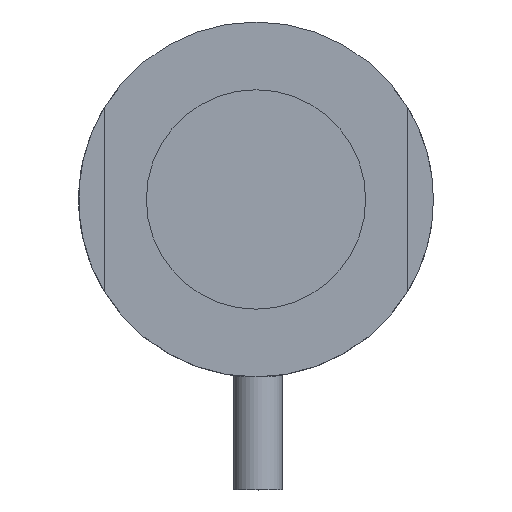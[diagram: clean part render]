
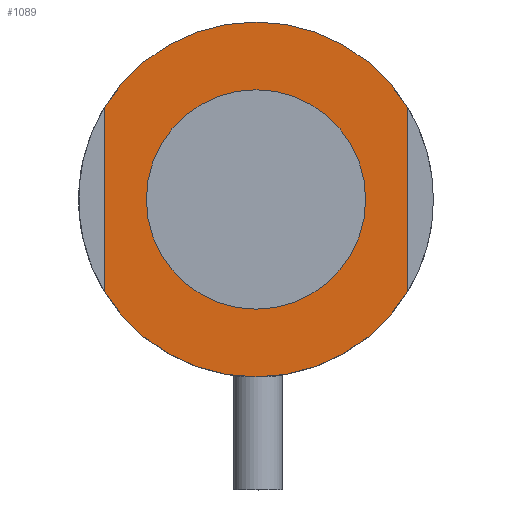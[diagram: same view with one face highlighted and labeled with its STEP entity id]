
A CAD part, top view. The second image highlights one B-rep face of the part: STEP entity #1089.
In plain terms, the highlighted planar face has unit normal (0, 0, 1).
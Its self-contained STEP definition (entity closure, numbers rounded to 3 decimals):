
#88=FACE_BOUND('',#328,.T.);
#105=PLANE('',#1314);
#141=CIRCLE('',#1303,27.5);
#142=CIRCLE('',#1304,27.5);
#147=CIRCLE('',#1312,17.);
#148=CIRCLE('',#1313,17.);
#254=FACE_OUTER_BOUND('',#327,.T.);
#327=EDGE_LOOP('',(#816,#817,#818,#819));
#328=EDGE_LOOP('',(#820,#821));
#397=LINE('',#2012,#438);
#401=LINE('',#2025,#442);
#438=VECTOR('',#1492,10.);
#442=VECTOR('',#1504,10.);
#492=VERTEX_POINT('',#2009);
#493=VERTEX_POINT('',#2011);
#497=VERTEX_POINT('',#2022);
#498=VERTEX_POINT('',#2024);
#505=VERTEX_POINT('',#2047);
#506=VERTEX_POINT('',#2049);
#606=EDGE_CURVE('',#493,#492,#397,.T.);
#612=EDGE_CURVE('',#498,#497,#401,.T.);
#617=EDGE_CURVE('',#498,#492,#141,.T.);
#618=EDGE_CURVE('',#493,#497,#142,.T.);
#625=EDGE_CURVE('',#506,#505,#147,.T.);
#626=EDGE_CURVE('',#505,#506,#148,.T.);
#816=ORIENTED_EDGE('',*,*,#606,.T.);
#817=ORIENTED_EDGE('',*,*,#617,.F.);
#818=ORIENTED_EDGE('',*,*,#612,.T.);
#819=ORIENTED_EDGE('',*,*,#618,.F.);
#820=ORIENTED_EDGE('',*,*,#625,.T.);
#821=ORIENTED_EDGE('',*,*,#626,.T.);
#1089=ADVANCED_FACE('',(#254,#88),#105,.T.);
#1303=AXIS2_PLACEMENT_3D('',#2033,#1513,#1514);
#1304=AXIS2_PLACEMENT_3D('',#2034,#1515,#1516);
#1312=AXIS2_PLACEMENT_3D('',#2050,#1533,#1534);
#1313=AXIS2_PLACEMENT_3D('',#2051,#1535,#1536);
#1314=AXIS2_PLACEMENT_3D('',#2052,#1537,#1538);
#1492=DIRECTION('',(0.,-1.,0.));
#1504=DIRECTION('',(0.,1.,0.));
#1513=DIRECTION('center_axis',(0.,0.,-1.));
#1514=DIRECTION('ref_axis',(1.,0.,0.));
#1515=DIRECTION('center_axis',(0.,0.,-1.));
#1516=DIRECTION('ref_axis',(1.,0.,0.));
#1533=DIRECTION('center_axis',(0.,0.,-1.));
#1534=DIRECTION('ref_axis',(1.,0.,0.));
#1535=DIRECTION('center_axis',(0.,0.,-1.));
#1536=DIRECTION('ref_axis',(1.,0.,0.));
#1537=DIRECTION('center_axis',(0.,0.,1.));
#1538=DIRECTION('ref_axis',(1.,0.,0.));
#2009=CARTESIAN_POINT('',(-23.5,-14.283,0.));
#2011=CARTESIAN_POINT('',(-23.5,14.283,0.));
#2012=CARTESIAN_POINT('',(-23.5,17.729,0.));
#2022=CARTESIAN_POINT('',(23.5,14.283,0.));
#2024=CARTESIAN_POINT('',(23.5,-14.283,0.));
#2025=CARTESIAN_POINT('',(23.5,-12.27,0.));
#2033=CARTESIAN_POINT('Origin',(0.,0.,0.));
#2034=CARTESIAN_POINT('Origin',(0.,0.,0.));
#2047=CARTESIAN_POINT('',(17.,0.,0.));
#2049=CARTESIAN_POINT('',(-17.,0.,0.));
#2050=CARTESIAN_POINT('Origin',(0.,0.,0.));
#2051=CARTESIAN_POINT('Origin',(0.,0.,0.));
#2052=CARTESIAN_POINT('Origin',(-27.5,0.,0.));
